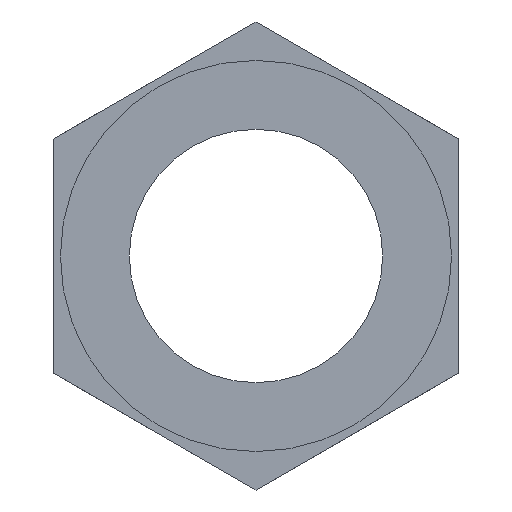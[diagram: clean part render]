
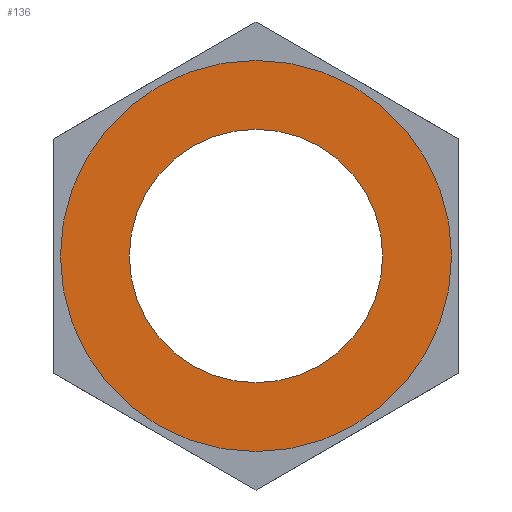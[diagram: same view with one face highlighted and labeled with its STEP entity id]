
A CAD part, front view. The second image highlights one B-rep face of the part: STEP entity #136.
In plain terms, the highlighted planar face has unit normal (0, -1, 0).
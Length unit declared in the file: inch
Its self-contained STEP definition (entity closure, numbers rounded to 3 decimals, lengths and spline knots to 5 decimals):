
#1 = DIRECTION ( 'NONE',  ( 0., 0., -1. ) ) ;
#6 = AXIS2_PLACEMENT_3D ( 'NONE', #44, #450, #109 ) ;
#13 = CARTESIAN_POINT ( 'NONE',  ( 0., -0.28, 0.58595 ) ) ;
#44 = CARTESIAN_POINT ( 'NONE',  ( 0., -0.28, 0. ) ) ;
#50 = AXIS2_PLACEMENT_3D ( 'NONE', #633, #284, #692 ) ;
#54 = VERTEX_POINT ( 'NONE', #222 ) ;
#71 = AXIS2_PLACEMENT_3D ( 'NONE', #458, #120, #526 ) ;
#95 = ORIENTED_EDGE ( 'NONE', *, *, #456, .T. ) ;
#109 = DIRECTION ( 'NONE',  ( 0., 0., 1. ) ) ;
#120 = DIRECTION ( 'NONE',  ( 0., -1., 0. ) ) ;
#122 = ORIENTED_EDGE ( 'NONE', *, *, #463, .T. ) ;
#128 = FACE_BOUND ( 'NONE', #748, .T. ) ;
#136 = ADVANCED_FACE ( 'NONE', ( #128, #592 ), #303, .T. ) ;
#145 = CARTESIAN_POINT ( 'NONE',  ( 0., -0.28, 0. ) ) ;
#168 = VERTEX_POINT ( 'NONE', #13 ) ;
#174 = CIRCLE ( 'NONE', #6, 0.58595 ) ;
#176 = VERTEX_POINT ( 'NONE', #419 ) ;
#193 = CIRCLE ( 'NONE', #50, 0.58595 ) ;
#211 = DIRECTION ( 'NONE',  ( 0., 0., -1. ) ) ;
#222 = CARTESIAN_POINT ( 'NONE',  ( 0., -0.28, 0.905 ) ) ;
#247 = EDGE_LOOP ( 'NONE', ( #635, #504 ) ) ;
#284 = DIRECTION ( 'NONE',  ( 0., 1., 0. ) ) ;
#287 = EDGE_CURVE ( 'NONE', #54, #482, #655, .T. ) ;
#303 = PLANE ( 'NONE',  #674 ) ;
#358 = DIRECTION ( 'NONE',  ( 0., -1., 0. ) ) ;
#419 = CARTESIAN_POINT ( 'NONE',  ( 0., -0.28, -0.58595 ) ) ;
#450 = DIRECTION ( 'NONE',  ( 0., 1., 0. ) ) ;
#456 = EDGE_CURVE ( 'NONE', #168, #176, #193, .T. ) ;
#458 = CARTESIAN_POINT ( 'NONE',  ( 0., -0.28, 0. ) ) ;
#463 = EDGE_CURVE ( 'NONE', #176, #168, #174, .T. ) ;
#482 = VERTEX_POINT ( 'NONE', #693 ) ;
#504 = ORIENTED_EDGE ( 'NONE', *, *, #558, .T. ) ;
#514 = AXIS2_PLACEMENT_3D ( 'NONE', #145, #557, #211 ) ;
#526 = DIRECTION ( 'NONE',  ( 0., 0., -1. ) ) ;
#557 = DIRECTION ( 'NONE',  ( 0., -1., 0. ) ) ;
#558 = EDGE_CURVE ( 'NONE', #482, #54, #564, .T. ) ;
#564 = CIRCLE ( 'NONE', #71, 0.905 ) ;
#587 = CARTESIAN_POINT ( 'NONE',  ( 0., -0.28, 0. ) ) ;
#592 = FACE_OUTER_BOUND ( 'NONE', #247, .T. ) ;
#633 = CARTESIAN_POINT ( 'NONE',  ( 0., -0.28, 0. ) ) ;
#635 = ORIENTED_EDGE ( 'NONE', *, *, #287, .T. ) ;
#655 = CIRCLE ( 'NONE', #514, 0.905 ) ;
#674 = AXIS2_PLACEMENT_3D ( 'NONE', #587, #358, #1 ) ;
#692 = DIRECTION ( 'NONE',  ( 0., 0., 1. ) ) ;
#693 = CARTESIAN_POINT ( 'NONE',  ( 0., -0.28, -0.905 ) ) ;
#748 = EDGE_LOOP ( 'NONE', ( #95, #122 ) ) ;
